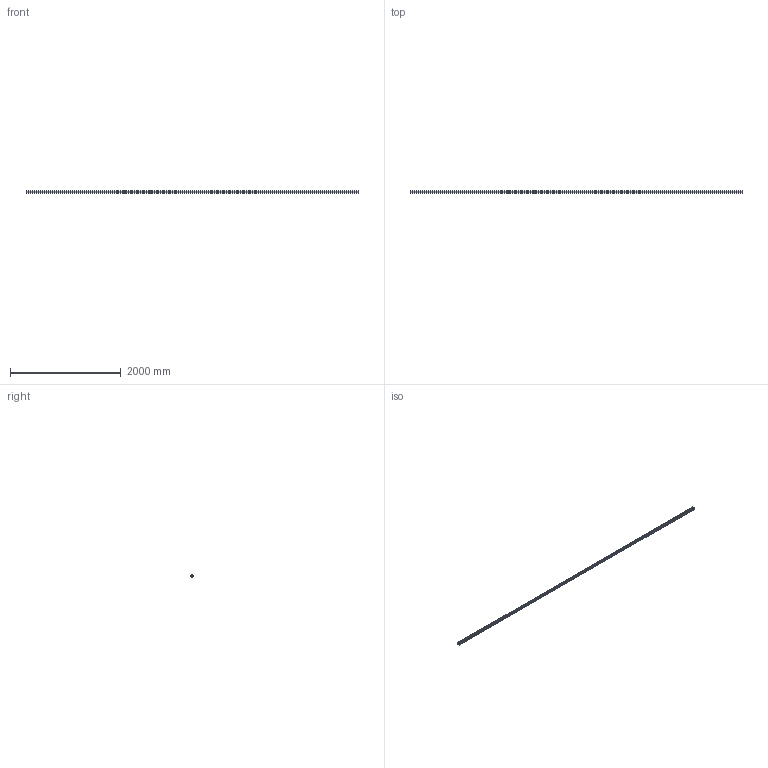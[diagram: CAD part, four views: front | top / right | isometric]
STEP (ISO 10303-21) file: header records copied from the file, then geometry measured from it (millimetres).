
FILE_DESCRIPTION (( 'STEP AP214' ), '1' );
FILE_NAME ('202071_Profil 8 40x40EL.STEP', '2019-02-05T13:35:53', ( '' ), ( '' ), 'SwSTEP 2.0', 'SolidWorks 2017', '' );
FILE_SCHEMA (( 'AUTOMOTIVE_DESIGN' ));
Length unit declared in the file: millimetre
Products named in the file (1): 202071_Profil 8 40x40EL
Bounding box: 6000 x 40 x 40 mm (x, y, z)
Volume: 3084730.6 mm3; surface area: 3483537.7 mm2
Topology: 1 solids, 1 shells, 232 faces, 690 edges, 460 vertices
Faces by surface type: cylinder 146, plane 86
Entity records: 7976 total; most frequent: DIRECTION 1448, CARTESIAN_POINT 1383, ORIENTED_EDGE 1380, EDGE_CURVE 690, AXIS2_PLACEMENT_3D 525, VERTEX_POINT 460, VECTOR 398, LINE 398
